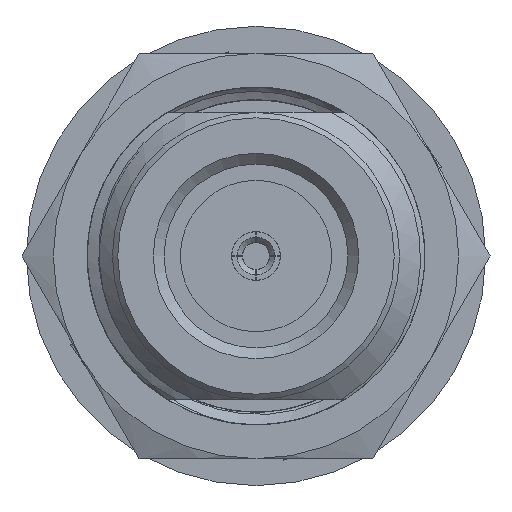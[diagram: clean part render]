
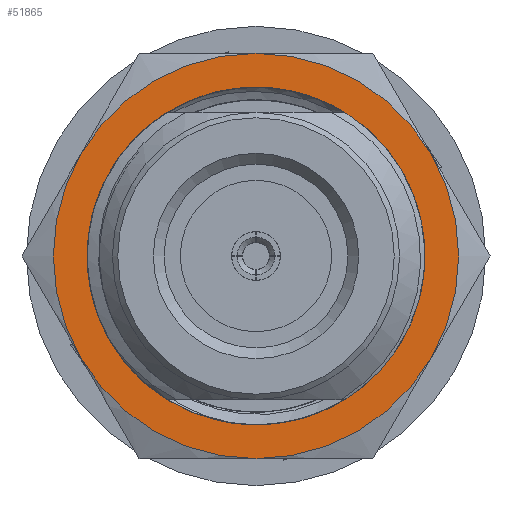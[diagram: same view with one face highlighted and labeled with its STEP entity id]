
A CAD part, left-side view. The second image highlights one B-rep face of the part: STEP entity #51865.
In plain terms, the highlighted planar face has unit normal (-1, 0, 0).
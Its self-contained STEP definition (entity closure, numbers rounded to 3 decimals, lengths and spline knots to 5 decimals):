
#685 = DIRECTION ( 'NONE',  ( 0., 0.5, -0.866 ) ) ;
#1045 = ORIENTED_EDGE ( 'NONE', *, *, #19950, .T. ) ;
#1087 = CIRCLE ( 'NONE', #8554, 0.375 ) ;
#1839 = EDGE_LOOP ( 'NONE', ( #31300, #35824, #67838, #14305, #1045, #75864 ) ) ;
#2110 = DIRECTION ( 'NONE',  ( 0., 0.5, -0.866 ) ) ;
#3692 = AXIS2_PLACEMENT_3D ( 'NONE', #23926, #18452, #24675 ) ;
#3764 = DIRECTION ( 'NONE',  ( -1., 0., 0. ) ) ;
#4570 = CIRCLE ( 'NONE', #23277, 0.375 ) ;
#4897 = CARTESIAN_POINT ( 'NONE',  ( 0.52515, 0.26486, -0.16585 ) ) ;
#5219 = AXIS2_PLACEMENT_3D ( 'NONE', #42062, #71677, #685 ) ;
#6809 = EDGE_CURVE ( 'NONE', #32632, #62681, #46981, .T. ) ;
#7322 = CARTESIAN_POINT ( 'NONE',  ( 0.52515, 0., 0.375 ) ) ;
#7784 = EDGE_CURVE ( 'NONE', #57613, #53577, #1087, .T. ) ;
#7834 = VERTEX_POINT ( 'NONE', #35040 ) ;
#7987 = CARTESIAN_POINT ( 'NONE',  ( 0.52515, 0.07001, -0.30456 ) ) ;
#8525 = DIRECTION ( 'NONE',  ( 0., 0.5, -0.866 ) ) ;
#8554 = AXIS2_PLACEMENT_3D ( 'NONE', #70134, #59590, #28031 ) ;
#8610 = CIRCLE ( 'NONE', #50998, 0.3125 ) ;
#8859 = EDGE_CURVE ( 'NONE', #58483, #58236, #8610, .T. ) ;
#9598 = AXIS2_PLACEMENT_3D ( 'NONE', #26083, #50657, #8525 ) ;
#10124 = FACE_OUTER_BOUND ( 'NONE', #1839, .T. ) ;
#14305 = ORIENTED_EDGE ( 'NONE', *, *, #36713, .T. ) ;
#15750 = CARTESIAN_POINT ( 'NONE',  ( 0.52515, 0., 0. ) ) ;
#15954 = VERTEX_POINT ( 'NONE', #7322 ) ;
#16414 = CIRCLE ( 'NONE', #18844, 0.3125 ) ;
#18452 = DIRECTION ( 'NONE',  ( -1., 0., 0. ) ) ;
#18844 = AXIS2_PLACEMENT_3D ( 'NONE', #15750, #55551, #2110 ) ;
#19826 = CARTESIAN_POINT ( 'NONE',  ( 0.52515, -0.32476, -0.1875 ) ) ;
#19950 = EDGE_CURVE ( 'NONE', #15954, #7834, #32230, .T. ) ;
#20657 = DIRECTION ( 'NONE',  ( 0., 0.5, -0.866 ) ) ;
#23277 = AXIS2_PLACEMENT_3D ( 'NONE', #26764, #25610, #54878 ) ;
#23926 = CARTESIAN_POINT ( 'NONE',  ( 0.52515, 0., 0. ) ) ;
#24675 = DIRECTION ( 'NONE',  ( 0., 0.5, -0.866 ) ) ;
#25610 = DIRECTION ( 'NONE',  ( -1., 0., 0. ) ) ;
#26083 = CARTESIAN_POINT ( 'NONE',  ( 0.52515, 0., 0. ) ) ;
#26764 = CARTESIAN_POINT ( 'NONE',  ( 0.52515, 0., 0. ) ) ;
#26888 = ORIENTED_EDGE ( 'NONE', *, *, #62317, .F. ) ;
#26889 = DIRECTION ( 'NONE',  ( -1., 0., 0. ) ) ;
#27360 = CIRCLE ( 'NONE', #3692, 0.375 ) ;
#28031 = DIRECTION ( 'NONE',  ( 0., 0.5, -0.866 ) ) ;
#31300 = ORIENTED_EDGE ( 'NONE', *, *, #6809, .T. ) ;
#31881 = EDGE_LOOP ( 'NONE', ( #65926, #26888 ) ) ;
#32230 = CIRCLE ( 'NONE', #43433, 0.375 ) ;
#32271 = CARTESIAN_POINT ( 'NONE',  ( 0.52515, -0.32476, 0.1875 ) ) ;
#32632 = VERTEX_POINT ( 'NONE', #55091 ) ;
#33918 = CARTESIAN_POINT ( 'NONE',  ( 0.52515, 0., 0. ) ) ;
#33973 = CARTESIAN_POINT ( 'NONE',  ( 0.52515, 0., 0. ) ) ;
#35040 = CARTESIAN_POINT ( 'NONE',  ( 0.52515, 0.32476, 0.1875 ) ) ;
#35824 = ORIENTED_EDGE ( 'NONE', *, *, #69450, .T. ) ;
#36713 = EDGE_CURVE ( 'NONE', #53577, #15954, #27360, .T. ) ;
#38678 = AXIS2_PLACEMENT_3D ( 'NONE', #33918, #26889, #20657 ) ;
#38838 = CIRCLE ( 'NONE', #5219, 0.375 ) ;
#40172 = PLANE ( 'NONE',  #38678 ) ;
#42062 = CARTESIAN_POINT ( 'NONE',  ( 0.52515, 0., 0. ) ) ;
#43433 = AXIS2_PLACEMENT_3D ( 'NONE', #33973, #57769, #64389 ) ;
#46981 = CIRCLE ( 'NONE', #9598, 0.375 ) ;
#50581 = DIRECTION ( 'NONE',  ( 0., 0.5, -0.866 ) ) ;
#50657 = DIRECTION ( 'NONE',  ( -1., 0., 0. ) ) ;
#50697 = FACE_BOUND ( 'NONE', #31881, .T. ) ;
#50998 = AXIS2_PLACEMENT_3D ( 'NONE', #68889, #3764, #50581 ) ;
#51865 = ADVANCED_FACE ( 'NONE', ( #50697, #10124 ), #40172, .T. ) ;
#53577 = VERTEX_POINT ( 'NONE', #32271 ) ;
#54878 = DIRECTION ( 'NONE',  ( 0., 0.5, -0.866 ) ) ;
#55091 = CARTESIAN_POINT ( 'NONE',  ( 0.52515, 0.32476, -0.1875 ) ) ;
#55551 = DIRECTION ( 'NONE',  ( -1., 0., 0. ) ) ;
#57613 = VERTEX_POINT ( 'NONE', #19826 ) ;
#57769 = DIRECTION ( 'NONE',  ( -1., 0., 0. ) ) ;
#58236 = VERTEX_POINT ( 'NONE', #4897 ) ;
#58483 = VERTEX_POINT ( 'NONE', #7987 ) ;
#59590 = DIRECTION ( 'NONE',  ( -1., 0., 0. ) ) ;
#62317 = EDGE_CURVE ( 'NONE', #58236, #58483, #16414, .T. ) ;
#62681 = VERTEX_POINT ( 'NONE', #64339 ) ;
#64339 = CARTESIAN_POINT ( 'NONE',  ( 0.52515, 0., -0.375 ) ) ;
#64389 = DIRECTION ( 'NONE',  ( 0., 0.5, -0.866 ) ) ;
#65926 = ORIENTED_EDGE ( 'NONE', *, *, #8859, .F. ) ;
#67838 = ORIENTED_EDGE ( 'NONE', *, *, #7784, .T. ) ;
#68889 = CARTESIAN_POINT ( 'NONE',  ( 0.52515, 0., 0. ) ) ;
#69450 = EDGE_CURVE ( 'NONE', #62681, #57613, #38838, .T. ) ;
#70134 = CARTESIAN_POINT ( 'NONE',  ( 0.52515, 0., 0. ) ) ;
#71677 = DIRECTION ( 'NONE',  ( -1., 0., 0. ) ) ;
#75864 = ORIENTED_EDGE ( 'NONE', *, *, #76567, .T. ) ;
#76567 = EDGE_CURVE ( 'NONE', #7834, #32632, #4570, .T. ) ;
